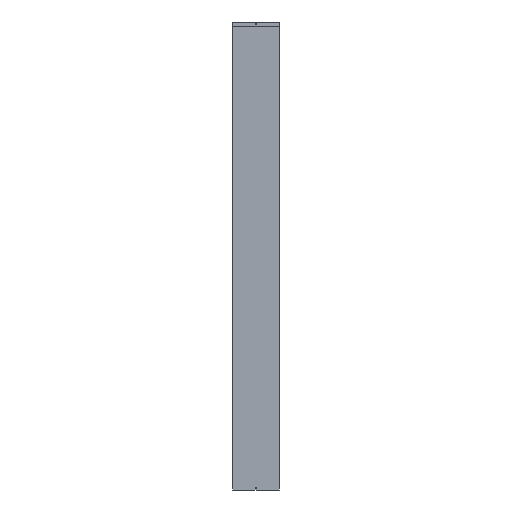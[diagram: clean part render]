
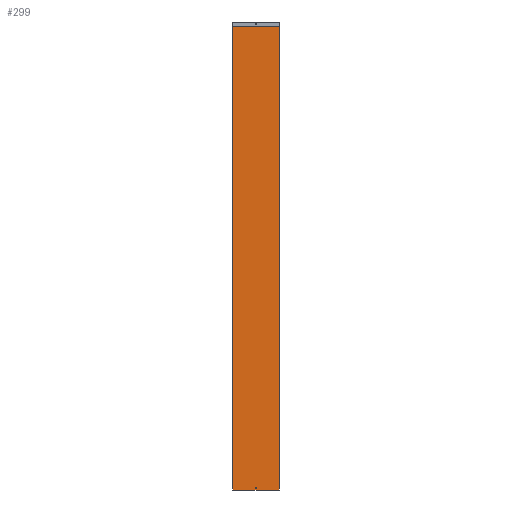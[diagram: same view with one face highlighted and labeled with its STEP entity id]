
A CAD part, front view. The second image highlights one B-rep face of the part: STEP entity #299.
In plain terms, the highlighted planar face has unit normal (0, -1, 0).
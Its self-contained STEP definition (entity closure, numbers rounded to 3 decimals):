
#34 = DIRECTION ( 'NONE',  ( 0., 0., 1. ) ) ;
#35 = DIRECTION ( 'NONE',  ( 0., 1., 0. ) ) ;
#41 = PLANE ( 'NONE',  #487 ) ;
#45 = CARTESIAN_POINT ( 'NONE',  ( -150., 0., 2969. ) ) ;
#172 = FACE_BOUND ( 'NONE', #807, .T. ) ;
#175 = FACE_OUTER_BOUND ( 'NONE', #809, .T. ) ;
#198 = LINE ( 'NONE', #873, #201 ) ;
#201 = VECTOR ( 'NONE', #871, 1000. ) ;
#299 = ADVANCED_FACE ( 'NONE', ( #172, #175 ), #41, .F. ) ;
#337 = EDGE_CURVE ( 'NONE', #1015, #1021, #198, .T. ) ;
#436 = AXIS2_PLACEMENT_3D ( 'NONE', #519, #518, #517 ) ;
#464 = EDGE_CURVE ( 'NONE', #1008, #989, #1086, .T. ) ;
#470 = EDGE_CURVE ( 'NONE', #1145, #1145, #1091, .T. ) ;
#471 = EDGE_CURVE ( 'NONE', #1008, #1015, #1094, .T. ) ;
#472 = EDGE_CURVE ( 'NONE', #989, #1021, #1093, .T. ) ;
#487 = AXIS2_PLACEMENT_3D ( 'NONE', #45, #35, #34 ) ;
#494 = CARTESIAN_POINT ( 'NONE',  ( 150., 0., 0. ) ) ;
#515 = DIRECTION ( 'NONE',  ( 1., 0., 0. ) ) ;
#517 = DIRECTION ( 'NONE',  ( 0., 0., 1. ) ) ;
#518 = DIRECTION ( 'NONE',  ( 0., -1., 0. ) ) ;
#519 = CARTESIAN_POINT ( 'NONE',  ( 0., 0., 15. ) ) ;
#524 = CARTESIAN_POINT ( 'NONE',  ( -150., 0., 0. ) ) ;
#526 = CARTESIAN_POINT ( 'NONE',  ( -150., 0., 2968. ) ) ;
#537 = DIRECTION ( 'NONE',  ( 0., 0., -1. ) ) ;
#538 = CARTESIAN_POINT ( 'NONE',  ( -150., 0., 2969. ) ) ;
#542 = DIRECTION ( 'NONE',  ( 1., 0., 0. ) ) ;
#613 = CARTESIAN_POINT ( 'NONE',  ( -150., 0., 0. ) ) ;
#619 = CARTESIAN_POINT ( 'NONE',  ( -150., 0., 2968. ) ) ;
#628 = CARTESIAN_POINT ( 'NONE',  ( 150., 0., 2968. ) ) ;
#703 = ORIENTED_EDGE ( 'NONE', *, *, #472, .T. ) ;
#704 = ORIENTED_EDGE ( 'NONE', *, *, #464, .T. ) ;
#705 = ORIENTED_EDGE ( 'NONE', *, *, #471, .F. ) ;
#706 = ORIENTED_EDGE ( 'NONE', *, *, #337, .F. ) ;
#707 = ORIENTED_EDGE ( 'NONE', *, *, #470, .F. ) ;
#807 = EDGE_LOOP ( 'NONE', ( #707 ) ) ;
#809 = EDGE_LOOP ( 'NONE', ( #706, #705, #704, #703 ) ) ;
#871 = DIRECTION ( 'NONE',  ( 0., 0., -1. ) ) ;
#873 = CARTESIAN_POINT ( 'NONE',  ( 150., 0., 2969. ) ) ;
#989 = VERTEX_POINT ( 'NONE', #613 ) ;
#1008 = VERTEX_POINT ( 'NONE', #619 ) ;
#1015 = VERTEX_POINT ( 'NONE', #628 ) ;
#1021 = VERTEX_POINT ( 'NONE', #494 ) ;
#1086 = LINE ( 'NONE', #538, #1088 ) ;
#1088 = VECTOR ( 'NONE', #537, 1000. ) ;
#1091 = CIRCLE ( 'NONE', #436, 3.5 ) ;
#1093 = LINE ( 'NONE', #524, #1095 ) ;
#1094 = LINE ( 'NONE', #526, #1096 ) ;
#1095 = VECTOR ( 'NONE', #542, 1000. ) ;
#1096 = VECTOR ( 'NONE', #515, 1000. ) ;
#1145 = VERTEX_POINT ( 'NONE', #1315 ) ;
#1315 = CARTESIAN_POINT ( 'NONE',  ( 0., 0., 18.5 ) ) ;
